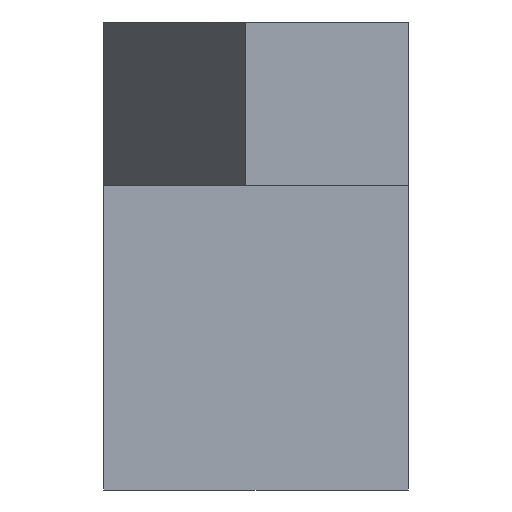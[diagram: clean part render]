
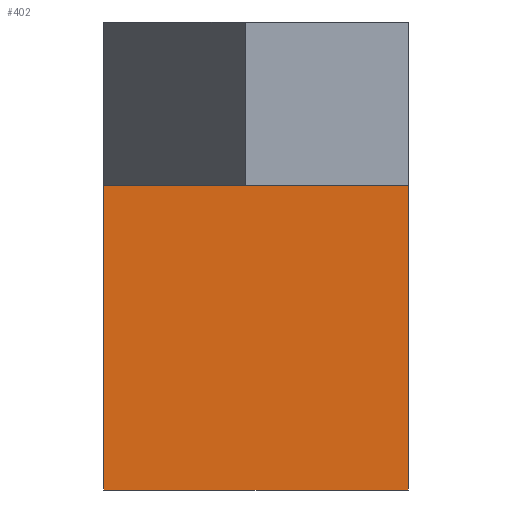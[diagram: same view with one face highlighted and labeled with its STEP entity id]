
A CAD part, left-side view. The second image highlights one B-rep face of the part: STEP entity #402.
In plain terms, the highlighted planar face has unit normal (-1, 0, 0).
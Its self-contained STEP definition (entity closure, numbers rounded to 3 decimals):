
#154=EDGE_CURVE('240[2]',#469,#470,#471,.T.);
#215=EDGE_CURVE('240[2]',#573,#470,#574,.T.);
#230=EDGE_CURVE('240[2]',#557,#469,#597,.T.);
#397=EDGE_CURVE('240[2]',#557,#573,#822,.T.);
#402=ADVANCED_FACE('240[2]',(#827),#828,.T.);
#469=VERTEX_POINT('',#899);
#470=VERTEX_POINT('',#900);
#471=LINE('',#901,#902);
#557=VERTEX_POINT('',#1019);
#573=VERTEX_POINT('',#1042);
#574=LINE('',#1043,#1044);
#597=LINE('',#1077,#1078);
#822=LINE('',#1448,#1449);
#827=FACE_OUTER_BOUND('',#1457,.T.);
#828=PLANE('',#1458);
#899=CARTESIAN_POINT('',(-15.0,-11.0,-15.0));
#900=CARTESIAN_POINT('',(-15.0,-11.0,-43.0));
#901=CARTESIAN_POINT('',(-15.0,-11.0,10.0));
#902=VECTOR('',#1553,10.0);
#1019=CARTESIAN_POINT('',(-15.0,17.0,-15.0));
#1042=CARTESIAN_POINT('',(-15.0,17.0,-43.0));
#1043=CARTESIAN_POINT('',(-15.0,-11.0,-43.0));
#1044=VECTOR('',#1657,10.0);
#1077=CARTESIAN_POINT('',(-15.0,8.952,-15.0));
#1078=VECTOR('',#1681,10.0);
#1448=CARTESIAN_POINT('',(-15.0,17.0,10.0));
#1449=VECTOR('',#1934,10.0);
#1457=EDGE_LOOP('',(#1937,#1938,#1939,#1940));
#1458=AXIS2_PLACEMENT_3D('',#1941,#1942,#1943);
#1553=DIRECTION('',(0.0,0.0,-1.0));
#1657=DIRECTION('',(0.,-1.0,0.0));
#1681=DIRECTION('',(0.,-1.0,0.0));
#1934=DIRECTION('',(0.0,0.0,-1.0));
#1937=ORIENTED_EDGE('',*,*,#397,.T.);
#1938=ORIENTED_EDGE('',*,*,#215,.T.);
#1939=ORIENTED_EDGE('',*,*,#154,.F.);
#1940=ORIENTED_EDGE('',*,*,#230,.F.);
#1941=CARTESIAN_POINT('',(-15.0,17.0,0.0));
#1942=DIRECTION('',(-1.0,0.,0.0));
#1943=DIRECTION('',(0.0,0.0,1.0));
